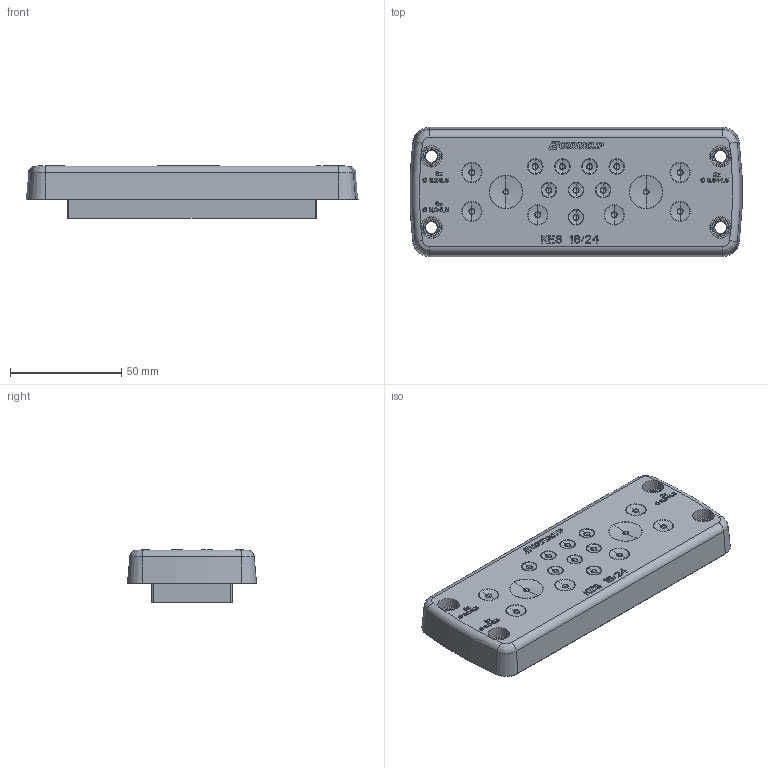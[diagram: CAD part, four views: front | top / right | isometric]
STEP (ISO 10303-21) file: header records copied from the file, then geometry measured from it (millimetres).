
FILE_DESCRIPTION(/* description */ (''),/* implementation_level */ '2;1');
FILE_NAME(/* name */ 'KES_16-24.stp',/* time_stamp */ '2018-01-19T07:14:41+01:00',/* author */ (''),/* organization */ (''),/* preprocessor_version */ 'ST-DEVELOPER v16',/* originating_system */ 'SIEMENS PLM Software NX 10.0',/* authorisation */ '');
FILE_SCHEMA (('AUTOMOTIVE_DESIGN { 1 0 10303 214 3 1 1 1 }'));
Length unit declared in the file: millimetre
Products named in the file (1): KES_16-24
Bounding box: 149.26 x 58.07 x 23.65 mm (x, y, z)
Volume: 153359 mm3; surface area: 25995.3 mm2
Topology: 1 solids, 1 shells, 1511 faces, 4190 edges, 2753 vertices
Faces by surface type: plane 1249, torus 110, sphere 64, cone 62, cylinder 18, bspline 4, extrusion 4
Entity records: 47995 total; most frequent: CARTESIAN_POINT 9102, ORIENTED_EDGE 8316, DIRECTION 7623, EDGE_CURVE 4158, VECTOR 3555, LINE 3551, VERTEX_POINT 2753, AXIS2_PLACEMENT_3D 2034
